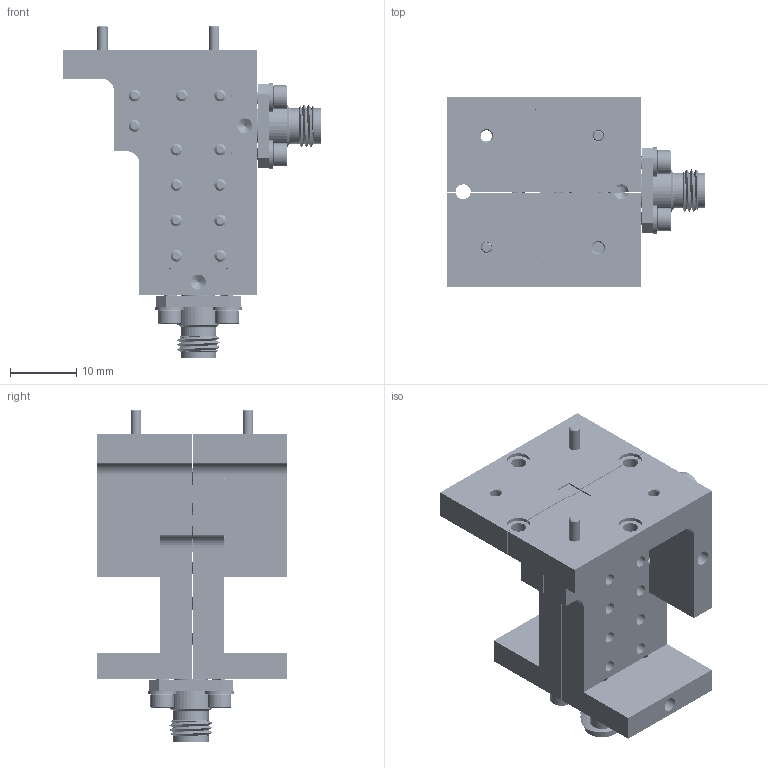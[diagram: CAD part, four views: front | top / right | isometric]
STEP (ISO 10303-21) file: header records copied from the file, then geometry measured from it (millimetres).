
FILE_DESCRIPTION (( 'STEP AP203' ), '1' );
FILE_NAME ('SFS-19-N3.STEP', '2018-10-16T22:38:41', ( '' ), ( '' ), 'SwSTEP 2.0', 'SolidWorks 2016', '' );
FILE_SCHEMA (( 'CONFIG_CONTROL_DESIGN' ));
Length unit declared in the file: inch
Products named in the file (1): SFS-19-N3
Bounding box: 38.73 x 28.6 x 49.97 mm (x, y, z)
Volume: 12453.7 mm3; surface area: 11919.9 mm2
Topology: 34 solids, 34 shells, 1979 faces, 5166 edges, 3297 vertices
Faces by surface type: cylinder 1266, plane 346, cone 319, bspline 44, torus 4
Entity records: 87361 total; most frequent: CARTESIAN_POINT 44784, ORIENTED_EDGE 10288, DIRECTION 7609, EDGE_CURVE 5144, VERTEX_POINT 3297, AXIS2_PLACEMENT_3D 2833, EDGE_LOOP 2137, FACE_OUTER_BOUND 1979
